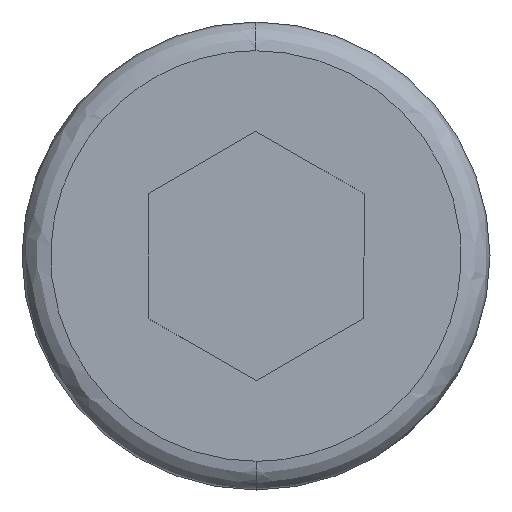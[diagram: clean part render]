
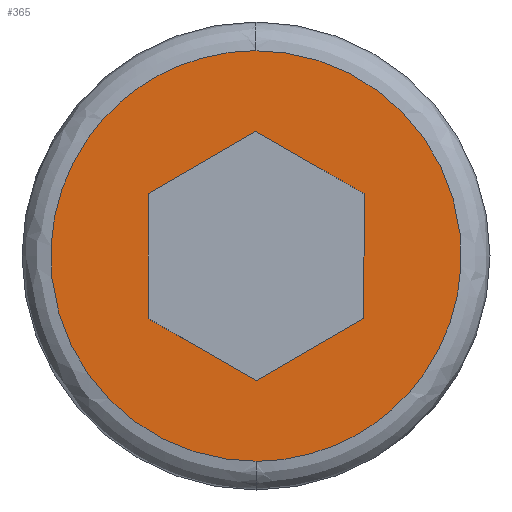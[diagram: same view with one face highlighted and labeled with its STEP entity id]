
A CAD part, left-side view. The second image highlights one B-rep face of the part: STEP entity #365.
In plain terms, the highlighted planar face has unit normal (-1, 0, 0).
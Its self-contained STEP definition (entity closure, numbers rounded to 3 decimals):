
#50 = LINE ( 'NONE', #191, #468 ) ;
#63 = CARTESIAN_POINT ( 'NONE',  ( -8., -3., -1.732 ) ) ;
#67 = CARTESIAN_POINT ( 'NONE',  ( -8., 0., 3.464 ) ) ;
#68 = PLANE ( 'NONE',  #401 ) ;
#85 = VERTEX_POINT ( 'NONE', #385 ) ;
#94 = DIRECTION ( 'NONE',  ( 0., 0., 1. ) ) ;
#98 = VERTEX_POINT ( 'NONE', #520 ) ;
#111 = DIRECTION ( 'NONE',  ( 0., 0., -1. ) ) ;
#115 = CARTESIAN_POINT ( 'NONE',  ( -8., -11.4, -5.7 ) ) ;
#126 = LINE ( 'NONE', #454, #418 ) ;
#135 = DIRECTION ( 'NONE',  ( 0., 0.866, -0.5 ) ) ;
#140 = DIRECTION ( 'NONE',  ( 0., 0.866, 0.5 ) ) ;
#148 = CARTESIAN_POINT ( 'NONE',  ( -8., 11.4, -5.7 ) ) ;
#159 = VECTOR ( 'NONE', #140, 1000. ) ;
#161 = VECTOR ( 'NONE', #94, 1000. ) ;
#166 = EDGE_CURVE ( 'NONE', #412, #326, #489, .T. ) ;
#177 = LINE ( 'NONE', #284, #467 ) ;
#188 = ORIENTED_EDGE ( 'NONE', *, *, #523, .F. ) ;
#189 = ORIENTED_EDGE ( 'NONE', *, *, #480, .T. ) ;
#191 = CARTESIAN_POINT ( 'NONE',  ( -8., 3., 1.732 ) ) ;
#197 = CARTESIAN_POINT ( 'NONE',  ( -8., 0., -5.7 ) ) ;
#201 = EDGE_CURVE ( 'NONE', #504, #299, #391, .T. ) ;
#209 = VERTEX_POINT ( 'NONE', #67 ) ;
#212 = ORIENTED_EDGE ( 'NONE', *, *, #166, .T. ) ;
#249 = VECTOR ( 'NONE', #135, 1000. ) ;
#256 = EDGE_CURVE ( 'NONE', #299, #209, #50, .T. ) ;
#264 = ORIENTED_EDGE ( 'NONE', *, *, #509, .T. ) ;
#275 = CARTESIAN_POINT ( 'NONE',  ( -8., 11.4, 5.7 ) ) ;
#284 = CARTESIAN_POINT ( 'NONE',  ( -8., 0., 3.464 ) ) ;
#292 = LINE ( 'NONE', #528, #159 ) ;
#299 = VERTEX_POINT ( 'NONE', #306 ) ;
#306 = CARTESIAN_POINT ( 'NONE',  ( -8., 3., 1.732 ) ) ;
#307 = EDGE_CURVE ( 'NONE', #326, #504, #292, .T. ) ;
#312 = VERTEX_POINT ( 'NONE', #362 ) ;
#321 = DIRECTION ( 'NONE',  ( -1., 0., 0. ) ) ;
#324 = ORIENTED_EDGE ( 'NONE', *, *, #307, .T. ) ;
#326 = VERTEX_POINT ( 'NONE', #405 ) ;
#327 = CARTESIAN_POINT ( 'NONE',  ( -8., -3., -1.732 ) ) ;
#338 = ORIENTED_EDGE ( 'NONE', *, *, #201, .T. ) ;
#353 = DIRECTION ( 'NONE',  ( 0., -0.866, 0.5 ) ) ;
#362 = CARTESIAN_POINT ( 'NONE',  ( -8., 0., 5.7 ) ) ;
#364 = CARTESIAN_POINT ( 'NONE',  ( -8., 0., 5.7 ) ) ;
#365 = ADVANCED_FACE ( 'NONE', ( #475, #403 ), #68, .T. ) ;
#380 =( BOUNDED_CURVE ( )  B_SPLINE_CURVE ( 3, ( #197, #148, #275, #486 ),
 .UNSPECIFIED., .F., .F. ) 
 B_SPLINE_CURVE_WITH_KNOTS ( ( 4, 4 ),
 ( 0.25, 0.75 ),
 .UNSPECIFIED. ) 
 CURVE ( )  GEOMETRIC_REPRESENTATION_ITEM ( )  RATIONAL_B_SPLINE_CURVE ( ( 1., 0.333, 0.333, 1. ) ) 
 REPRESENTATION_ITEM ( '' )  );
#385 = CARTESIAN_POINT ( 'NONE',  ( -8., 0., -5.7 ) ) ;
#389 =( BOUNDED_CURVE ( )  B_SPLINE_CURVE ( 3, ( #364, #409, #115, #459 ),
 .UNSPECIFIED., .F., .F. ) 
 B_SPLINE_CURVE_WITH_KNOTS ( ( 4, 4 ),
 ( 0.75, 1.25 ),
 .UNSPECIFIED. ) 
 CURVE ( )  GEOMETRIC_REPRESENTATION_ITEM ( )  RATIONAL_B_SPLINE_CURVE ( ( 1., 0.333, 0.333, 1. ) ) 
 REPRESENTATION_ITEM ( '' )  );
#391 = LINE ( 'NONE', #522, #161 ) ;
#401 = AXIS2_PLACEMENT_3D ( 'NONE', #536, #321, #404 ) ;
#403 = FACE_OUTER_BOUND ( 'NONE', #476, .T. ) ;
#404 = DIRECTION ( 'NONE',  ( 0., 0., 1. ) ) ;
#405 = CARTESIAN_POINT ( 'NONE',  ( -8., 0., -3.464 ) ) ;
#409 = CARTESIAN_POINT ( 'NONE',  ( -8., -11.4, 5.7 ) ) ;
#412 = VERTEX_POINT ( 'NONE', #327 ) ;
#413 = ORIENTED_EDGE ( 'NONE', *, *, #527, .F. ) ;
#418 = VECTOR ( 'NONE', #111, 1000. ) ;
#438 = EDGE_LOOP ( 'NONE', ( #212, #324, #338, #534, #264, #189 ) ) ;
#454 = CARTESIAN_POINT ( 'NONE',  ( -8., -3., 0. ) ) ;
#458 = CARTESIAN_POINT ( 'NONE',  ( -8., 3., -1.732 ) ) ;
#459 = CARTESIAN_POINT ( 'NONE',  ( -8., 0., -5.7 ) ) ;
#467 = VECTOR ( 'NONE', #545, 1000. ) ;
#468 = VECTOR ( 'NONE', #353, 1000. ) ;
#475 = FACE_BOUND ( 'NONE', #438, .T. ) ;
#476 = EDGE_LOOP ( 'NONE', ( #188, #413 ) ) ;
#480 = EDGE_CURVE ( 'NONE', #98, #412, #126, .T. ) ;
#486 = CARTESIAN_POINT ( 'NONE',  ( -8., 0., 5.7 ) ) ;
#489 = LINE ( 'NONE', #63, #249 ) ;
#504 = VERTEX_POINT ( 'NONE', #458 ) ;
#509 = EDGE_CURVE ( 'NONE', #209, #98, #177, .T. ) ;
#520 = CARTESIAN_POINT ( 'NONE',  ( -8., -3., 1.732 ) ) ;
#522 = CARTESIAN_POINT ( 'NONE',  ( -8., 3., 0. ) ) ;
#523 = EDGE_CURVE ( 'NONE', #85, #312, #380, .T. ) ;
#527 = EDGE_CURVE ( 'NONE', #312, #85, #389, .T. ) ;
#528 = CARTESIAN_POINT ( 'NONE',  ( -8., 0., -3.464 ) ) ;
#534 = ORIENTED_EDGE ( 'NONE', *, *, #256, .T. ) ;
#536 = CARTESIAN_POINT ( 'NONE',  ( -8., 4.982, 0. ) ) ;
#545 = DIRECTION ( 'NONE',  ( 0., -0.866, -0.5 ) ) ;
